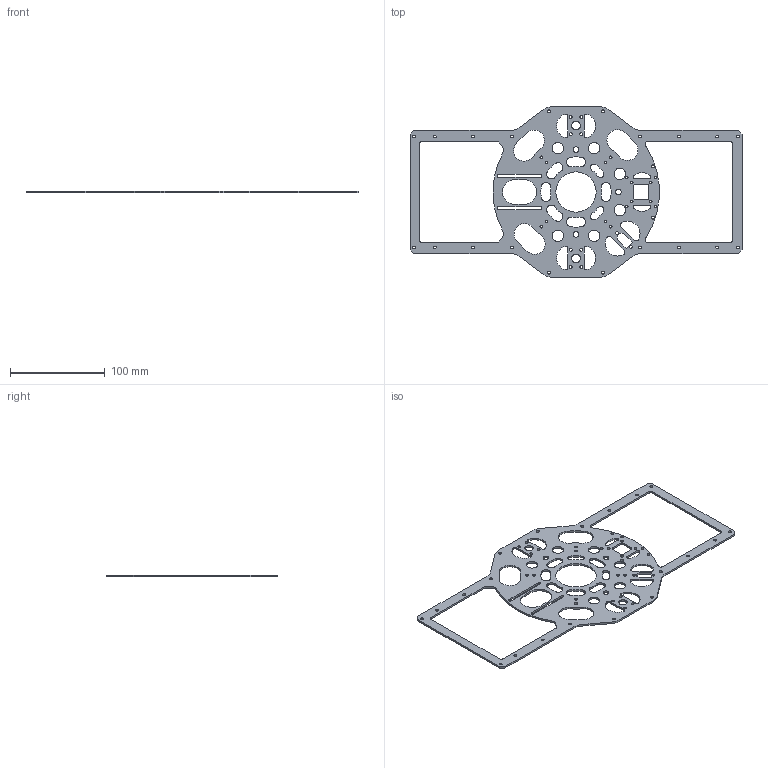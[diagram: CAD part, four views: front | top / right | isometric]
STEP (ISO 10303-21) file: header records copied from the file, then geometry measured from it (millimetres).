
FILE_DESCRIPTION (( 'STEP AP203' ), '1' );
FILE_NAME ('儂旯奻抯啣.STEP', '2022-10-28T04:50:05', ( '' ), ( '' ), 'SwSTEP 2.0', 'SolidWorks 2021', '' );
FILE_SCHEMA (( 'CONFIG_CONTROL_DESIGN' ));
Length unit declared in the file: millimetre
Products named in the file (1): 儂旯奻抯啣
Bounding box: 350 x 180 x 2 mm (x, y, z)
Volume: 46594 mm3; surface area: 55092.9 mm2
Topology: 1 solids, 1 shells, 295 faces, 879 edges, 586 vertices
Faces by surface type: cylinder 245, plane 50
Entity records: 10604 total; most frequent: DIRECTION 1961, CARTESIAN_POINT 1761, ORIENTED_EDGE 1758, EDGE_CURVE 879, AXIS2_PLACEMENT_3D 786, VERTEX_POINT 586, CIRCLE 490, EDGE_LOOP 467
